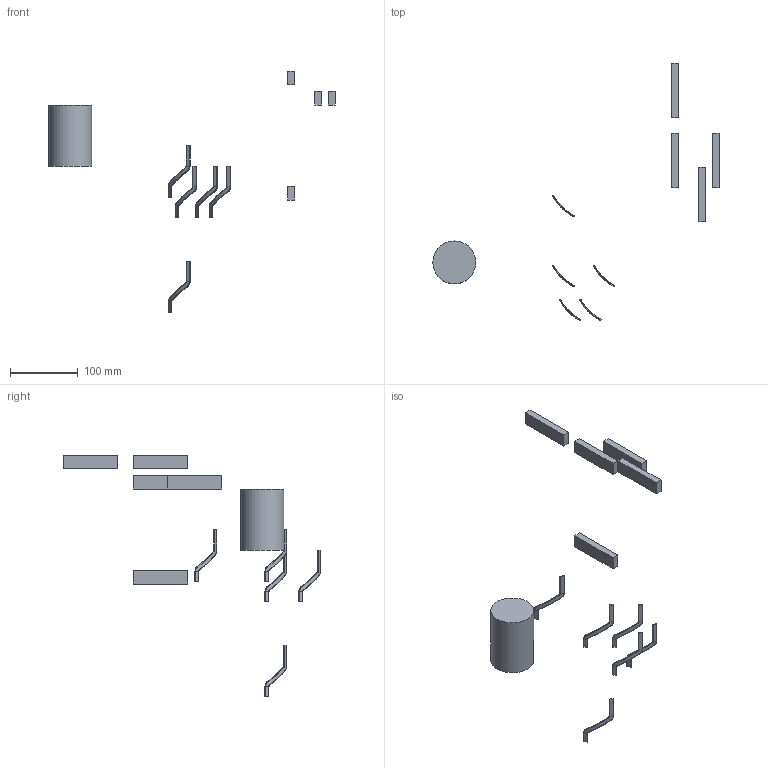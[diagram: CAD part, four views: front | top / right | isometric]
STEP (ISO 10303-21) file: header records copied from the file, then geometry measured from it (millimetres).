
FILE_DESCRIPTION(/* description */ (''),/* implementation_level */ '2;1');
FILE_NAME(/* name */ 'step_components_solids.step',/* time_stamp */ '2021-08-05T14:07:31+02:00',/* author */ (''),/* organization */ (''),/* preprocessor_version */ 'ST-DEVELOPER v18.1',/* originating_system */ 'Autodesk Translation Framework v10.9.0.1377',/* authorisation */ '');
FILE_SCHEMA (('AUTOMOTIVE_DESIGN { 1 0 10303 214 3 1 1 }'));
Length unit declared in the file: millimetre
Products named in the file (3): (Nicht gespeichert); zylindercomponent; drahtcomponent
Assembly tree (6 placements, depth 2):
  (Nicht gespeichert)
    drahtcomponent  x5
    zylindercomponent
Bounding box: 421.62 x 378.53 x 356.25 mm (x, y, z)
Volume: 368719.7 mm3; surface area: 58954 mm2
Topology: 12 solids, 12 shells, 189 faces, 405 edges, 240 vertices
Faces by surface type: plane 92, cylinder 49, bspline 48
Full cylindrical faces by diameter (mm): 63.246 x1
Entity records: 2813 total; most frequent: CARTESIAN_POINT 1459, ORIENTED_EDGE 258, DIRECTION 257, EDGE_CURVE 129, AXIS2_PLACEMENT_3D 90, LINE 77, VECTOR 77, VERTEX_POINT 76
